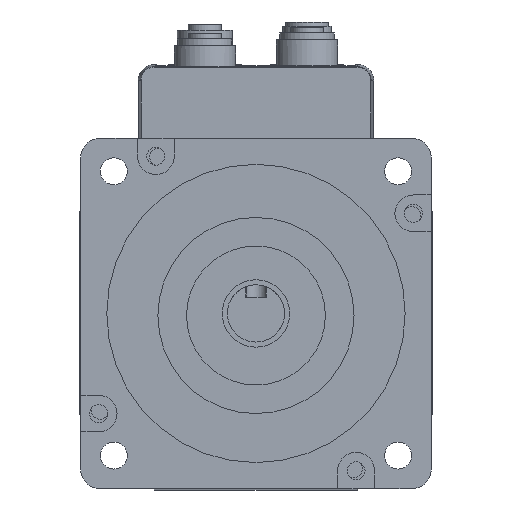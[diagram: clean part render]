
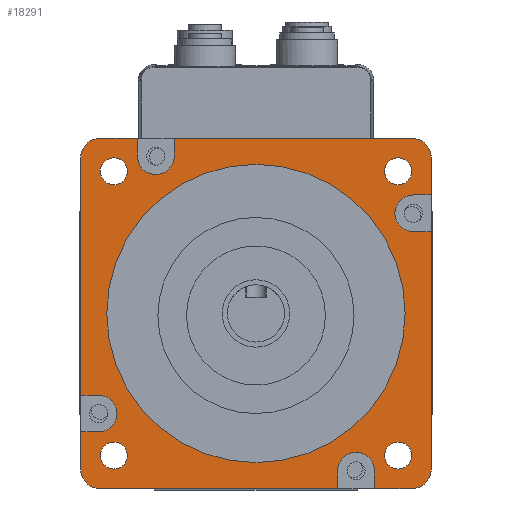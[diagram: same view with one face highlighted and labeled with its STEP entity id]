
A CAD part, front view. The second image highlights one B-rep face of the part: STEP entity #18291.
In plain terms, the highlighted planar face has unit normal (0, -1, 0).
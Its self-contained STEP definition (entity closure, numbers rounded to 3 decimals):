
#557=CIRCLE('',#19347,3.3);
#560=CIRCLE('',#19351,4.9);
#563=CIRCLE('',#19356,3.3);
#565=CIRCLE('',#19359,36.5);
#566=CIRCLE('',#19361,3.3);
#568=CIRCLE('',#19364,3.3);
#571=CIRCLE('',#19368,4.5);
#573=CIRCLE('',#19371,4.5);
#575=CIRCLE('',#19374,4.5);
#577=CIRCLE('',#19377,4.5);
#580=CIRCLE('',#19391,4.9);
#581=CIRCLE('',#19392,4.9);
#582=CIRCLE('',#19393,4.9);
#1852=ORIENTED_EDGE('',*,*,#6330,.F.);
#1853=ORIENTED_EDGE('',*,*,#6462,.F.);
#1854=ORIENTED_EDGE('',*,*,#6350,.F.);
#1855=ORIENTED_EDGE('',*,*,#6493,.T.);
#1856=ORIENTED_EDGE('',*,*,#6483,.T.);
#1857=ORIENTED_EDGE('',*,*,#6494,.T.);
#1858=ORIENTED_EDGE('',*,*,#6346,.F.);
#1859=ORIENTED_EDGE('',*,*,#6506,.F.);
#1860=ORIENTED_EDGE('',*,*,#6366,.F.);
#1861=ORIENTED_EDGE('',*,*,#6498,.T.);
#1862=ORIENTED_EDGE('',*,*,#6479,.T.);
#1863=ORIENTED_EDGE('',*,*,#6499,.T.);
#1864=ORIENTED_EDGE('',*,*,#6362,.F.);
#1865=ORIENTED_EDGE('',*,*,#6507,.F.);
#1866=ORIENTED_EDGE('',*,*,#6390,.F.);
#1867=ORIENTED_EDGE('',*,*,#6503,.T.);
#1868=ORIENTED_EDGE('',*,*,#6475,.T.);
#1869=ORIENTED_EDGE('',*,*,#6504,.T.);
#1870=ORIENTED_EDGE('',*,*,#6386,.F.);
#1871=ORIENTED_EDGE('',*,*,#6508,.F.);
#1872=ORIENTED_EDGE('',*,*,#6334,.F.);
#1873=ORIENTED_EDGE('',*,*,#6489,.T.);
#1874=ORIENTED_EDGE('',*,*,#6487,.T.);
#1875=ORIENTED_EDGE('',*,*,#6490,.T.);
#1876=ORIENTED_EDGE('',*,*,#6459,.T.);
#1877=ORIENTED_EDGE('',*,*,#6468,.T.);
#1878=ORIENTED_EDGE('',*,*,#6467,.F.);
#1879=ORIENTED_EDGE('',*,*,#6470,.T.);
#1880=ORIENTED_EDGE('',*,*,#6465,.T.);
#6330=EDGE_CURVE('',#8692,#8693,#10182,.T.);
#6334=EDGE_CURVE('',#8696,#8697,#10186,.T.);
#6346=EDGE_CURVE('',#8708,#8709,#10198,.T.);
#6350=EDGE_CURVE('',#8712,#8713,#10202,.T.);
#6362=EDGE_CURVE('',#8724,#8725,#10214,.T.);
#6366=EDGE_CURVE('',#8728,#8729,#10218,.T.);
#6386=EDGE_CURVE('',#8748,#8749,#10238,.T.);
#6390=EDGE_CURVE('',#8752,#8753,#10242,.T.);
#6459=EDGE_CURVE('',#8791,#8791,#557,.F.);
#6462=EDGE_CURVE('',#8713,#8692,#560,.T.);
#6465=EDGE_CURVE('',#8795,#8795,#563,.F.);
#6467=EDGE_CURVE('',#8797,#8797,#565,.T.);
#6468=EDGE_CURVE('',#8798,#8798,#566,.F.);
#6470=EDGE_CURVE('',#8800,#8800,#568,.F.);
#6475=EDGE_CURVE('',#8803,#8805,#571,.T.);
#6479=EDGE_CURVE('',#8807,#8809,#573,.T.);
#6483=EDGE_CURVE('',#8811,#8813,#575,.T.);
#6487=EDGE_CURVE('',#8815,#8817,#577,.T.);
#6489=EDGE_CURVE('',#8696,#8815,#10296,.T.);
#6490=EDGE_CURVE('',#8817,#8693,#10297,.T.);
#6493=EDGE_CURVE('',#8712,#8811,#10300,.T.);
#6494=EDGE_CURVE('',#8813,#8709,#10301,.T.);
#6498=EDGE_CURVE('',#8728,#8807,#10304,.T.);
#6499=EDGE_CURVE('',#8809,#8725,#10305,.T.);
#6503=EDGE_CURVE('',#8752,#8803,#10308,.T.);
#6504=EDGE_CURVE('',#8805,#8749,#10309,.T.);
#6506=EDGE_CURVE('',#8729,#8708,#580,.T.);
#6507=EDGE_CURVE('',#8753,#8724,#581,.T.);
#6508=EDGE_CURVE('',#8697,#8748,#582,.T.);
#8692=VERTEX_POINT('',#26481);
#8693=VERTEX_POINT('',#26483);
#8696=VERTEX_POINT('',#26489);
#8697=VERTEX_POINT('',#26491);
#8708=VERTEX_POINT('',#26515);
#8709=VERTEX_POINT('',#26517);
#8712=VERTEX_POINT('',#26523);
#8713=VERTEX_POINT('',#26525);
#8724=VERTEX_POINT('',#26549);
#8725=VERTEX_POINT('',#26551);
#8728=VERTEX_POINT('',#26557);
#8729=VERTEX_POINT('',#26559);
#8748=VERTEX_POINT('',#26601);
#8749=VERTEX_POINT('',#26603);
#8752=VERTEX_POINT('',#26609);
#8753=VERTEX_POINT('',#26611);
#8791=VERTEX_POINT('',#26754);
#8795=VERTEX_POINT('',#26767);
#8797=VERTEX_POINT('',#26772);
#8798=VERTEX_POINT('',#26775);
#8800=VERTEX_POINT('',#26780);
#8803=VERTEX_POINT('',#26786);
#8805=VERTEX_POINT('',#26790);
#8807=VERTEX_POINT('',#26795);
#8809=VERTEX_POINT('',#26799);
#8811=VERTEX_POINT('',#26804);
#8813=VERTEX_POINT('',#26808);
#8815=VERTEX_POINT('',#26813);
#8817=VERTEX_POINT('',#26817);
#10182=LINE('',#26482,#11572);
#10186=LINE('',#26490,#11576);
#10198=LINE('',#26516,#11588);
#10202=LINE('',#26524,#11592);
#10214=LINE('',#26550,#11604);
#10218=LINE('',#26558,#11608);
#10238=LINE('',#26602,#11628);
#10242=LINE('',#26610,#11632);
#10296=LINE('',#26821,#11686);
#10297=LINE('',#26823,#11687);
#10300=LINE('',#26827,#11690);
#10301=LINE('',#26829,#11691);
#10304=LINE('',#26835,#11694);
#10305=LINE('',#26837,#11695);
#10308=LINE('',#26843,#11698);
#10309=LINE('',#26845,#11699);
#11572=VECTOR('',#21227,1000.);
#11576=VECTOR('',#21231,1000.);
#11588=VECTOR('',#21247,1000.);
#11592=VECTOR('',#21251,1000.);
#11604=VECTOR('',#21267,1000.);
#11608=VECTOR('',#21271,1000.);
#11628=VECTOR('',#21299,1000.);
#11632=VECTOR('',#21303,1000.);
#11686=VECTOR('',#21519,1000.);
#11687=VECTOR('',#21522,1000.);
#11690=VECTOR('',#21527,1000.);
#11691=VECTOR('',#21530,1000.);
#11694=VECTOR('',#21539,1000.);
#11695=VECTOR('',#21542,1000.);
#11698=VECTOR('',#21551,1000.);
#11699=VECTOR('',#21554,1000.);
#13027=EDGE_LOOP('',(#1852,#1853,#1854,#1855,#1856,#1857,#1858,#1859,#1860,
#1861,#1862,#1863,#1864,#1865,#1866,#1867,#1868,#1869,#1870,#1871,#1872,
#1873,#1874,#1875));
#13028=EDGE_LOOP('',(#1876));
#13029=EDGE_LOOP('',(#1877));
#13030=EDGE_LOOP('',(#1878));
#13031=EDGE_LOOP('',(#1879));
#13032=EDGE_LOOP('',(#1880));
#14236=FACE_BOUND('',#13027,.T.);
#14237=FACE_BOUND('',#13028,.T.);
#14238=FACE_BOUND('',#13029,.T.);
#14239=FACE_BOUND('',#13030,.T.);
#14240=FACE_BOUND('',#13031,.T.);
#14241=FACE_BOUND('',#13032,.T.);
#15412=PLANE('',#19390);
#18291=ADVANCED_FACE('',(#14236,#14237,#14238,#14239,#14240,#14241),#15412,
 .T.);
#19347=AXIS2_PLACEMENT_3D('',#26753,#21446,#21447);
#19351=AXIS2_PLACEMENT_3D('',#26759,#21454,#21455);
#19356=AXIS2_PLACEMENT_3D('',#26766,#21464,#21465);
#19359=AXIS2_PLACEMENT_3D('',#26771,#21470,#21471);
#19361=AXIS2_PLACEMENT_3D('',#26774,#21474,#21475);
#19364=AXIS2_PLACEMENT_3D('',#26779,#21480,#21481);
#19368=AXIS2_PLACEMENT_3D('',#26791,#21490,#21491);
#19371=AXIS2_PLACEMENT_3D('',#26800,#21498,#21499);
#19374=AXIS2_PLACEMENT_3D('',#26809,#21506,#21507);
#19377=AXIS2_PLACEMENT_3D('',#26818,#21514,#21515);
#19390=AXIS2_PLACEMENT_3D('',#26847,#21556,#21557);
#19391=AXIS2_PLACEMENT_3D('',#26848,#21558,#21559);
#19392=AXIS2_PLACEMENT_3D('',#26849,#21560,#21561);
#19393=AXIS2_PLACEMENT_3D('',#26850,#21562,#21563);
#21227=DIRECTION('',(0.,0.,1.));
#21231=DIRECTION('',(0.,0.,1.));
#21247=DIRECTION('',(-1.,0.,0.));
#21251=DIRECTION('',(-1.,0.,0.));
#21267=DIRECTION('',(0.,0.,-1.));
#21271=DIRECTION('',(0.,0.,-1.));
#21299=DIRECTION('',(1.,0.,0.));
#21303=DIRECTION('',(1.,0.,0.));
#21446=DIRECTION('',(0.,-1.,0.));
#21447=DIRECTION('',(0.,0.,-1.));
#21454=DIRECTION('',(0.,1.,0.));
#21455=DIRECTION('',(1.,0.,0.));
#21464=DIRECTION('',(0.,-1.,0.));
#21465=DIRECTION('',(0.,0.,-1.));
#21470=DIRECTION('',(0.,-1.,0.));
#21471=DIRECTION('',(0.,0.,-1.));
#21474=DIRECTION('',(0.,-1.,0.));
#21475=DIRECTION('',(0.,0.,-1.));
#21480=DIRECTION('',(0.,-1.,0.));
#21481=DIRECTION('',(0.,0.,-1.));
#21490=DIRECTION('',(0.,1.,0.));
#21491=DIRECTION('',(0.,0.,1.));
#21498=DIRECTION('',(0.,1.,0.));
#21499=DIRECTION('',(0.,0.,-1.));
#21506=DIRECTION('',(0.,1.,0.));
#21507=DIRECTION('',(0.,0.,-1.));
#21514=DIRECTION('',(0.,1.,0.));
#21515=DIRECTION('',(0.,0.,1.));
#21519=DIRECTION('',(1.,0.,0.));
#21522=DIRECTION('',(-1.,0.,0.));
#21527=DIRECTION('',(0.,0.,1.));
#21530=DIRECTION('',(0.,0.,-1.));
#21539=DIRECTION('',(-1.,0.,0.));
#21542=DIRECTION('',(1.,0.,0.));
#21551=DIRECTION('',(0.,0.,-1.));
#21554=DIRECTION('',(0.,0.,1.));
#21556=DIRECTION('',(0.,-1.,0.));
#21557=DIRECTION('',(0.,0.,-1.));
#21558=DIRECTION('',(0.,1.,0.));
#21559=DIRECTION('',(1.,0.,0.));
#21560=DIRECTION('',(0.,1.,0.));
#21561=DIRECTION('',(-1.,0.,0.));
#21562=DIRECTION('',(0.,1.,0.));
#21563=DIRECTION('',(1.,0.,0.));
#26481=CARTESIAN_POINT('',(4.066,0.,26.064));
#26482=CARTESIAN_POINT('',(4.066,0.,64.064));
#26483=CARTESIAN_POINT('',(4.066,0.,35.064));
#26489=CARTESIAN_POINT('',(4.066,0.,44.064));
#26490=CARTESIAN_POINT('',(4.066,0.,64.064));
#26491=CARTESIAN_POINT('',(4.066,0.,102.064));
#26515=CARTESIAN_POINT('',(84.966,0.,21.164));
#26516=CARTESIAN_POINT('',(46.966,0.,21.164));
#26517=CARTESIAN_POINT('',(75.966,0.,21.164));
#26523=CARTESIAN_POINT('',(66.966,0.,21.164));
#26524=CARTESIAN_POINT('',(46.966,0.,21.164));
#26525=CARTESIAN_POINT('',(8.966,0.,21.164));
#26549=CARTESIAN_POINT('',(89.866,0.,102.064));
#26550=CARTESIAN_POINT('',(89.866,0.,64.064));
#26551=CARTESIAN_POINT('',(89.866,0.,93.064));
#26557=CARTESIAN_POINT('',(89.866,0.,84.064));
#26558=CARTESIAN_POINT('',(89.866,0.,64.064));
#26559=CARTESIAN_POINT('',(89.866,0.,26.064));
#26601=CARTESIAN_POINT('',(8.966,0.,106.964));
#26602=CARTESIAN_POINT('',(46.966,0.,106.964));
#26603=CARTESIAN_POINT('',(17.966,0.,106.964));
#26609=CARTESIAN_POINT('',(26.966,0.,106.964));
#26610=CARTESIAN_POINT('',(46.966,0.,106.964));
#26611=CARTESIAN_POINT('',(84.966,0.,106.964));
#26753=CARTESIAN_POINT('',(12.181,0.,29.279));
#26754=CARTESIAN_POINT('',(12.181,0.,25.979));
#26759=CARTESIAN_POINT('',(8.966,0.,26.064));
#26766=CARTESIAN_POINT('',(81.751,0.,29.279));
#26767=CARTESIAN_POINT('',(81.751,0.,25.979));
#26771=CARTESIAN_POINT('',(46.966,0.,64.064));
#26772=CARTESIAN_POINT('',(46.966,0.,27.564));
#26774=CARTESIAN_POINT('',(81.751,0.,98.849));
#26775=CARTESIAN_POINT('',(81.751,0.,95.549));
#26779=CARTESIAN_POINT('',(12.181,0.,98.849));
#26780=CARTESIAN_POINT('',(12.181,0.,95.549));
#26786=CARTESIAN_POINT('',(26.966,0.,102.564));
#26790=CARTESIAN_POINT('',(17.966,0.,102.564));
#26791=CARTESIAN_POINT('',(22.466,0.,102.564));
#26795=CARTESIAN_POINT('',(85.466,0.,84.064));
#26799=CARTESIAN_POINT('',(85.466,0.,93.064));
#26800=CARTESIAN_POINT('',(85.466,0.,88.564));
#26804=CARTESIAN_POINT('',(66.966,0.,25.564));
#26808=CARTESIAN_POINT('',(75.966,0.,25.564));
#26809=CARTESIAN_POINT('',(71.466,0.,25.564));
#26813=CARTESIAN_POINT('',(8.466,0.,44.064));
#26817=CARTESIAN_POINT('',(8.466,0.,35.064));
#26818=CARTESIAN_POINT('',(8.466,0.,39.564));
#26821=CARTESIAN_POINT('',(3.966,0.,44.064));
#26823=CARTESIAN_POINT('',(8.466,0.,35.064));
#26827=CARTESIAN_POINT('',(66.966,0.,21.064));
#26829=CARTESIAN_POINT('',(75.966,0.,25.564));
#26835=CARTESIAN_POINT('',(89.966,0.,84.064));
#26837=CARTESIAN_POINT('',(85.466,0.,93.064));
#26843=CARTESIAN_POINT('',(26.966,0.,107.064));
#26845=CARTESIAN_POINT('',(17.966,0.,107.064));
#26847=CARTESIAN_POINT('',(3.966,0.,107.064));
#26848=CARTESIAN_POINT('',(84.966,0.,26.064));
#26849=CARTESIAN_POINT('',(84.966,0.,102.064));
#26850=CARTESIAN_POINT('',(8.966,0.,102.064));
